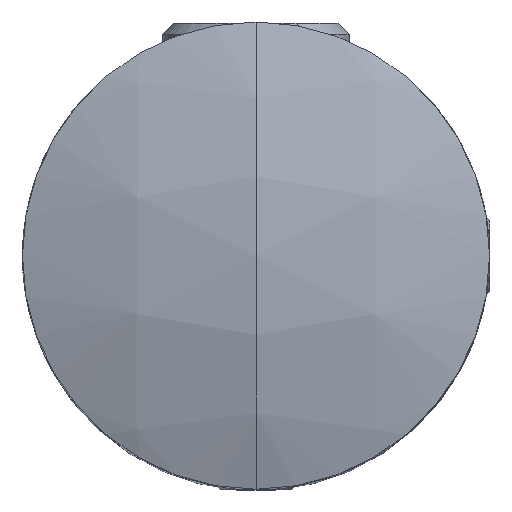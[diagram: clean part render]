
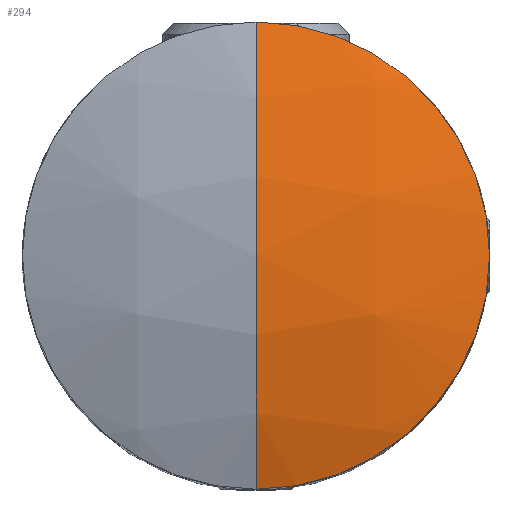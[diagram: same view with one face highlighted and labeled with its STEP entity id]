
A CAD part, top view. The second image highlights one B-rep face of the part: STEP entity #294.
In plain terms, the highlighted spherical face has radius 37 mm.
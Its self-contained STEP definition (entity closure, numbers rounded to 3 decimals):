
#294 = ADVANCED_FACE ( 'NONE', ( #16727 ), #4122, .T. ) ;
#1308 = AXIS2_PLACEMENT_3D ( 'NONE', #7171, #18998, #17484 ) ;
#1948 = DIRECTION ( 'NONE',  ( 0., 1., 0. ) ) ;
#2482 = CARTESIAN_POINT ( 'NONE',  ( 0., 0., -22.45 ) ) ;
#3381 = CARTESIAN_POINT ( 'NONE',  ( 0., 0., -22.45 ) ) ;
#3819 = CARTESIAN_POINT ( 'NONE',  ( 0., -12.5, 12.375 ) ) ;
#4122 = SPHERICAL_SURFACE ( 'NONE', #1308, 37. ) ;
#4392 = VERTEX_POINT ( 'NONE', #4930 ) ;
#4659 = VERTEX_POINT ( 'NONE', #17236 ) ;
#4930 = CARTESIAN_POINT ( 'NONE',  ( 0., 0., 14.55 ) ) ;
#5146 = EDGE_CURVE ( 'NONE', #4392, #4659, #8713, .T. ) ;
#5637 = EDGE_CURVE ( 'NONE', #4392, #8155, #6592, .T. ) ;
#6329 = AXIS2_PLACEMENT_3D ( 'NONE', #3381, #13869, #18072 ) ;
#6592 = CIRCLE ( 'NONE', #6329, 37. ) ;
#7026 = DIRECTION ( 'NONE',  ( 0., 0., 1. ) ) ;
#7162 = CIRCLE ( 'NONE', #7473, 12.5 ) ;
#7167 = DIRECTION ( 'NONE',  ( -1., 0., 0. ) ) ;
#7171 = CARTESIAN_POINT ( 'NONE',  ( 0., 0., -22.45 ) ) ;
#7200 = ORIENTED_EDGE ( 'NONE', *, *, #5146, .F. ) ;
#7234 = AXIS2_PLACEMENT_3D ( 'NONE', #2482, #7167, #7026 ) ;
#7473 = AXIS2_PLACEMENT_3D ( 'NONE', #10945, #12505, #1948 ) ;
#7517 = EDGE_CURVE ( 'NONE', #4659, #8155, #7162, .T. ) ;
#8155 = VERTEX_POINT ( 'NONE', #3819 ) ;
#8713 = CIRCLE ( 'NONE', #7234, 37. ) ;
#10945 = CARTESIAN_POINT ( 'NONE',  ( 0., 0., 12.375 ) ) ;
#11490 = ORIENTED_EDGE ( 'NONE', *, *, #5637, .T. ) ;
#12505 = DIRECTION ( 'NONE',  ( 0., 0., -1. ) ) ;
#13869 = DIRECTION ( 'NONE',  ( 1., 0., 0. ) ) ;
#14269 = EDGE_LOOP ( 'NONE', ( #7200, #11490, #15386 ) ) ;
#15386 = ORIENTED_EDGE ( 'NONE', *, *, #7517, .F. ) ;
#16727 = FACE_OUTER_BOUND ( 'NONE', #14269, .T. ) ;
#17236 = CARTESIAN_POINT ( 'NONE',  ( 0., 12.5, 12.375 ) ) ;
#17484 = DIRECTION ( 'NONE',  ( 0., 1., 0. ) ) ;
#18072 = DIRECTION ( 'NONE',  ( 0., 1., 0. ) ) ;
#18998 = DIRECTION ( 'NONE',  ( 1., 0., 0. ) ) ;
